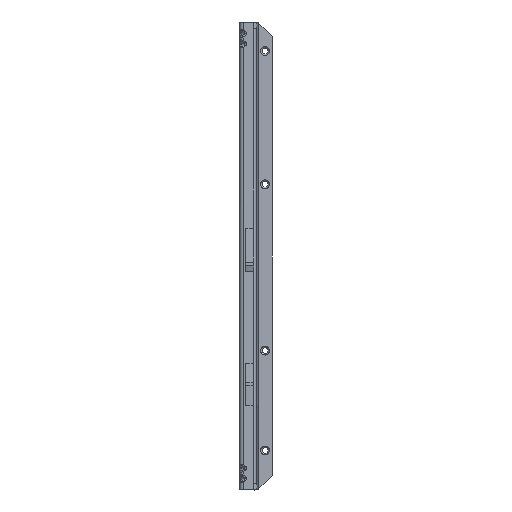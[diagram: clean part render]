
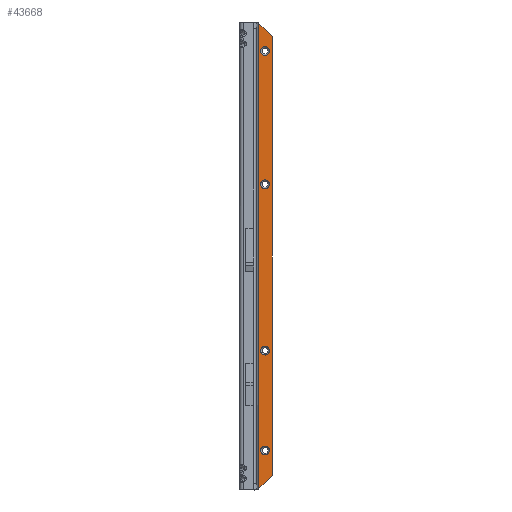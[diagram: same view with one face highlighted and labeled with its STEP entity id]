
A CAD part, front view. The second image highlights one B-rep face of the part: STEP entity #43668.
In plain terms, the highlighted planar face has unit normal (0, -1, 0).
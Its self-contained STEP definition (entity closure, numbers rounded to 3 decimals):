
#97 = DIRECTION ( 'NONE',  ( 0., 0., 1. ) ) ;
#211 = VERTEX_POINT ( 'NONE', #35792 ) ;
#377 = DIRECTION ( 'NONE',  ( -1., 0., 0. ) ) ;
#495 = CARTESIAN_POINT ( 'NONE',  ( 6.5, -1.5, -320.25 ) ) ;
#584 = FACE_BOUND ( 'NONE', #36619, .T. ) ;
#868 = DIRECTION ( 'NONE',  ( -1., 0., 0. ) ) ;
#1899 = VECTOR ( 'NONE', #97, 1000. ) ;
#2815 = EDGE_CURVE ( 'NONE', #45006, #52004, #47517, .T. ) ;
#3382 = EDGE_CURVE ( 'NONE', #42885, #16352, #40442, .T. ) ;
#3458 = VERTEX_POINT ( 'NONE', #5825 ) ;
#3558 = AXIS2_PLACEMENT_3D ( 'NONE', #43683, #21923, #377 ) ;
#3595 = AXIS2_PLACEMENT_3D ( 'NONE', #35856, #48646, #40320 ) ;
#3988 = CARTESIAN_POINT ( 'NONE',  ( 0.121, -1.5, -449.121 ) ) ;
#4598 = LINE ( 'NONE', #4880, #53408 ) ;
#4880 = CARTESIAN_POINT ( 'NONE',  ( 0.121, -1.5, -0.879 ) ) ;
#5347 = CARTESIAN_POINT ( 'NONE',  ( 0., -1.5, -450. ) ) ;
#5641 = FACE_BOUND ( 'NONE', #16892, .T. ) ;
#5825 = CARTESIAN_POINT ( 'NONE',  ( 0.5, -1.5, -1.258 ) ) ;
#5946 = LINE ( 'NONE', #9642, #44439 ) ;
#6321 = DIRECTION ( 'NONE',  ( 0., 1., 0. ) ) ;
#7254 = EDGE_CURVE ( 'NONE', #35138, #26293, #10774, .T. ) ;
#9642 = CARTESIAN_POINT ( 'NONE',  ( 0.5, -1.5, -450. ) ) ;
#9815 = CIRCLE ( 'NONE', #3558, 4.25 ) ;
#10155 = FACE_BOUND ( 'NONE', #53689, .T. ) ;
#10774 = CIRCLE ( 'NONE', #3595, 4.25 ) ;
#11297 = VERTEX_POINT ( 'NONE', #35327 ) ;
#11394 = EDGE_CURVE ( 'NONE', #48549, #211, #44860, .T. ) ;
#12539 = DIRECTION ( 'NONE',  ( -1., 0., 0. ) ) ;
#13038 = CARTESIAN_POINT ( 'NONE',  ( 13.5, -1.5, 0. ) ) ;
#13701 = AXIS2_PLACEMENT_3D ( 'NONE', #16438, #33456, #12539 ) ;
#14304 = ORIENTED_EDGE ( 'NONE', *, *, #41608, .F. ) ;
#14473 = DIRECTION ( 'NONE',  ( -1., 0., 0. ) ) ;
#14556 = ORIENTED_EDGE ( 'NONE', *, *, #46359, .T. ) ;
#15151 = ORIENTED_EDGE ( 'NONE', *, *, #35481, .T. ) ;
#16352 = VERTEX_POINT ( 'NONE', #19188 ) ;
#16438 = CARTESIAN_POINT ( 'NONE',  ( 6.5, -1.5, -316. ) ) ;
#16892 = EDGE_LOOP ( 'NONE', ( #24668, #51576 ) ) ;
#17993 = CARTESIAN_POINT ( 'NONE',  ( 0.5, -1.5, -448.742 ) ) ;
#19188 = CARTESIAN_POINT ( 'NONE',  ( 6.5, -1.5, -407.75 ) ) ;
#20758 = DIRECTION ( 'NONE',  ( 0.707, 0., 0.707 ) ) ;
#21923 = DIRECTION ( 'NONE',  ( 0., 1., 0. ) ) ;
#22428 = ORIENTED_EDGE ( 'NONE', *, *, #41342, .T. ) ;
#22571 = EDGE_CURVE ( 'NONE', #16352, #42885, #52455, .T. ) ;
#22956 = DIRECTION ( 'NONE',  ( 0., 1., 0. ) ) ;
#24668 = ORIENTED_EDGE ( 'NONE', *, *, #53839, .T. ) ;
#24829 = AXIS2_PLACEMENT_3D ( 'NONE', #47894, #52889, #26723 ) ;
#25459 = ORIENTED_EDGE ( 'NONE', *, *, #44406, .T. ) ;
#25877 = ORIENTED_EDGE ( 'NONE', *, *, #22571, .T. ) ;
#26117 = ORIENTED_EDGE ( 'NONE', *, *, #44360, .T. ) ;
#26293 = VERTEX_POINT ( 'NONE', #34310 ) ;
#26566 = EDGE_LOOP ( 'NONE', ( #25877, #47872 ) ) ;
#26723 = DIRECTION ( 'NONE',  ( -1., 0., 0. ) ) ;
#28421 = CARTESIAN_POINT ( 'NONE',  ( 6.5, -1.5, -32.25 ) ) ;
#30167 = CARTESIAN_POINT ( 'NONE',  ( 6.5, -1.5, -412. ) ) ;
#31070 = CARTESIAN_POINT ( 'NONE',  ( 6.5, -1.5, -416.25 ) ) ;
#31530 = AXIS2_PLACEMENT_3D ( 'NONE', #30167, #50500, #54393 ) ;
#31766 = CARTESIAN_POINT ( 'NONE',  ( 6.5, -1.5, -412. ) ) ;
#31784 = CARTESIAN_POINT ( 'NONE',  ( 6.5, -1.5, -156. ) ) ;
#33456 = DIRECTION ( 'NONE',  ( 0., 1., 0. ) ) ;
#34310 = CARTESIAN_POINT ( 'NONE',  ( 6.5, -1.5, -23.75 ) ) ;
#34475 = AXIS2_PLACEMENT_3D ( 'NONE', #53567, #53293, #45515 ) ;
#34798 = VERTEX_POINT ( 'NONE', #17993 ) ;
#35138 = VERTEX_POINT ( 'NONE', #28421 ) ;
#35327 = CARTESIAN_POINT ( 'NONE',  ( 13.5, -1.5, -435.742 ) ) ;
#35481 = EDGE_CURVE ( 'NONE', #34798, #11297, #45613, .T. ) ;
#35792 = CARTESIAN_POINT ( 'NONE',  ( 6.5, -1.5, -160.25 ) ) ;
#35856 = CARTESIAN_POINT ( 'NONE',  ( 6.5, -1.5, -28. ) ) ;
#36619 = EDGE_LOOP ( 'NONE', ( #39869, #26117 ) ) ;
#36775 = DIRECTION ( 'NONE',  ( 0., 1., 0. ) ) ;
#38602 = AXIS2_PLACEMENT_3D ( 'NONE', #31784, #36775, #14473 ) ;
#39151 = PLANE ( 'NONE',  #49581 ) ;
#39195 = DIRECTION ( 'NONE',  ( 0., 0., 1. ) ) ;
#39869 = ORIENTED_EDGE ( 'NONE', *, *, #11394, .T. ) ;
#40320 = DIRECTION ( 'NONE',  ( -1., 0., 0. ) ) ;
#40442 = CIRCLE ( 'NONE', #31530, 4.25 ) ;
#41342 = EDGE_CURVE ( 'NONE', #26293, #35138, #48833, .T. ) ;
#41608 = EDGE_CURVE ( 'NONE', #34798, #3458, #5946, .T. ) ;
#42885 = VERTEX_POINT ( 'NONE', #31070 ) ;
#43668 = ADVANCED_FACE ( 'NONE', ( #51670, #5641, #584, #10155, #47522 ), #39151, .F. ) ;
#43683 = CARTESIAN_POINT ( 'NONE',  ( 6.5, -1.5, -156. ) ) ;
#44360 = EDGE_CURVE ( 'NONE', #211, #48549, #9815, .T. ) ;
#44406 = EDGE_CURVE ( 'NONE', #47829, #3458, #4598, .T. ) ;
#44439 = VECTOR ( 'NONE', #39195, 1000. ) ;
#44860 = CIRCLE ( 'NONE', #38602, 4.25 ) ;
#44867 = DIRECTION ( 'NONE',  ( -1., 0., 0. ) ) ;
#45006 = VERTEX_POINT ( 'NONE', #495 ) ;
#45515 = DIRECTION ( 'NONE',  ( -1., 0., 0. ) ) ;
#45613 = LINE ( 'NONE', #3988, #47431 ) ;
#46359 = EDGE_CURVE ( 'NONE', #11297, #47829, #51190, .T. ) ;
#46775 = ORIENTED_EDGE ( 'NONE', *, *, #7254, .T. ) ;
#46878 = CARTESIAN_POINT ( 'NONE',  ( 6.5, -1.5, -151.75 ) ) ;
#46981 = CIRCLE ( 'NONE', #34475, 4.25 ) ;
#47431 = VECTOR ( 'NONE', #20758, 1000. ) ;
#47517 = CIRCLE ( 'NONE', #13701, 4.25 ) ;
#47522 = FACE_OUTER_BOUND ( 'NONE', #52542, .T. ) ;
#47829 = VERTEX_POINT ( 'NONE', #51251 ) ;
#47872 = ORIENTED_EDGE ( 'NONE', *, *, #3382, .T. ) ;
#47894 = CARTESIAN_POINT ( 'NONE',  ( 6.5, -1.5, -28. ) ) ;
#48549 = VERTEX_POINT ( 'NONE', #46878 ) ;
#48646 = DIRECTION ( 'NONE',  ( 0., 1., 0. ) ) ;
#48833 = CIRCLE ( 'NONE', #24829, 4.25 ) ;
#49581 = AXIS2_PLACEMENT_3D ( 'NONE', #5347, #22956, #868 ) ;
#50500 = DIRECTION ( 'NONE',  ( 0., 1., 0. ) ) ;
#51190 = LINE ( 'NONE', #13038, #1899 ) ;
#51251 = CARTESIAN_POINT ( 'NONE',  ( 13.5, -1.5, -14.258 ) ) ;
#51576 = ORIENTED_EDGE ( 'NONE', *, *, #2815, .T. ) ;
#51588 = AXIS2_PLACEMENT_3D ( 'NONE', #31766, #6321, #44867 ) ;
#51670 = FACE_BOUND ( 'NONE', #26566, .T. ) ;
#52004 = VERTEX_POINT ( 'NONE', #55059 ) ;
#52034 = DIRECTION ( 'NONE',  ( -0.707, 0., 0.707 ) ) ;
#52455 = CIRCLE ( 'NONE', #51588, 4.25 ) ;
#52542 = EDGE_LOOP ( 'NONE', ( #25459, #14304, #15151, #14556 ) ) ;
#52889 = DIRECTION ( 'NONE',  ( 0., 1., 0. ) ) ;
#53293 = DIRECTION ( 'NONE',  ( 0., 1., 0. ) ) ;
#53408 = VECTOR ( 'NONE', #52034, 1000. ) ;
#53567 = CARTESIAN_POINT ( 'NONE',  ( 6.5, -1.5, -316. ) ) ;
#53689 = EDGE_LOOP ( 'NONE', ( #22428, #46775 ) ) ;
#53839 = EDGE_CURVE ( 'NONE', #52004, #45006, #46981, .T. ) ;
#54393 = DIRECTION ( 'NONE',  ( -1., 0., 0. ) ) ;
#55059 = CARTESIAN_POINT ( 'NONE',  ( 6.5, -1.5, -311.75 ) ) ;
